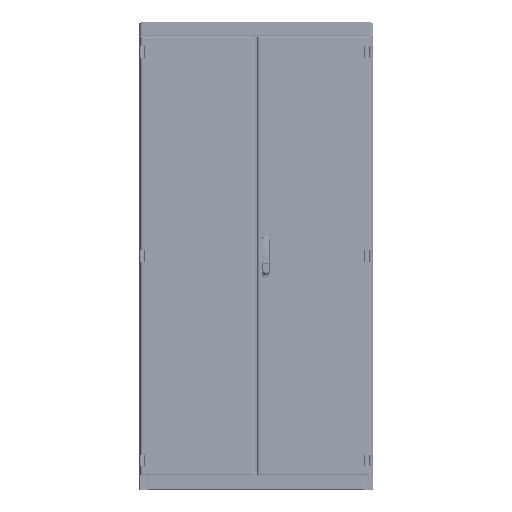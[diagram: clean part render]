
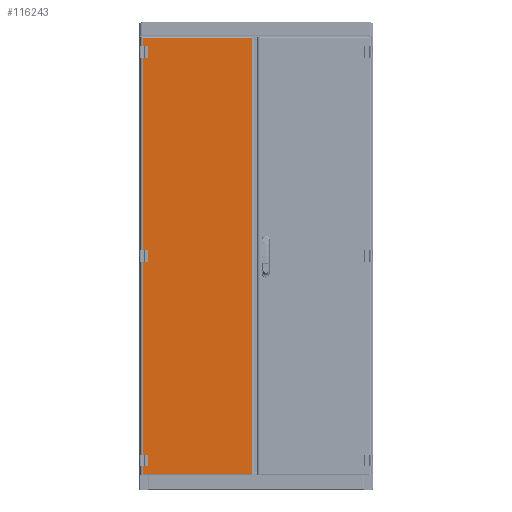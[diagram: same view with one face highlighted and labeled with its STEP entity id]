
A CAD part, top view. The second image highlights one B-rep face of the part: STEP entity #116243.
In plain terms, the highlighted planar face has unit normal (0, 0, 1).
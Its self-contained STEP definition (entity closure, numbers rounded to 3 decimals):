
#116243=ADVANCED_FACE('',(#207790),#207791,.T.);
#116975=VERTEX_POINT('',#208524);
#116979=VERTEX_POINT('',#208528);
#116981=EDGE_CURVE('',#116979,#116975,#208530,.T.);
#116985=VERTEX_POINT('',#208534);
#116987=VERTEX_POINT('',#208536);
#116997=EDGE_CURVE('',#116987,#116979,#208546,.T.);
#116999=EDGE_CURVE('',#116975,#116985,#208548,.T.);
#117321=VERTEX_POINT('',#208870);
#117325=VERTEX_POINT('',#208874);
#117327=EDGE_CURVE('',#117325,#117321,#208876,.T.);
#117331=VERTEX_POINT('',#208880);
#117333=VERTEX_POINT('',#208882);
#117343=EDGE_CURVE('',#117333,#117325,#208892,.T.);
#117345=EDGE_CURVE('',#117321,#117331,#208894,.T.);
#117667=VERTEX_POINT('',#209216);
#117671=VERTEX_POINT('',#209220);
#117673=EDGE_CURVE('',#117671,#117667,#209222,.T.);
#117677=VERTEX_POINT('',#209226);
#117679=VERTEX_POINT('',#209228);
#117689=EDGE_CURVE('',#117679,#117671,#209238,.T.);
#117691=EDGE_CURVE('',#117667,#117677,#209240,.T.);
#118169=VERTEX_POINT('',#209718);
#118175=VERTEX_POINT('',#209724);
#118209=EDGE_CURVE('',#118169,#118175,#209758,.T.);
#118227=VERTEX_POINT('',#209776);
#118241=VERTEX_POINT('',#209790);
#118337=EDGE_CURVE('',#118227,#117677,#209886,.T.);
#118339=EDGE_CURVE('',#117679,#117331,#209888,.T.);
#118341=EDGE_CURVE('',#117333,#116985,#209890,.T.);
#118343=EDGE_CURVE('',#116987,#118241,#209892,.T.);
#118733=EDGE_CURVE('',#118241,#118175,#210282,.T.);
#118769=EDGE_CURVE('',#118227,#118169,#210318,.T.);
#207790=FACE_OUTER_BOUND('',#385379,.T.);
#207791=PLANE('',#385380);
#208524=CARTESIAN_POINT('',(36.0,1850.0,1034.05));
#208528=CARTESIAN_POINT('',(36.0,1900.0,1034.05));
#208530=LINE('',#386440,#386441);
#208534=CARTESIAN_POINT('',(15.,1850.0,1034.05));
#208536=CARTESIAN_POINT('',(15.,1900.0,1034.05));
#208546=LINE('',#386468,#386469);
#208548=LINE('',#386472,#386473);
#208870=CARTESIAN_POINT('',(36.0,975.0,1034.05));
#208874=CARTESIAN_POINT('',(36.0,1025.0,1034.05));
#208876=LINE('',#386980,#386981);
#208880=CARTESIAN_POINT('',(15.,975.0,1034.05));
#208882=CARTESIAN_POINT('',(15.,1025.0,1034.05));
#208892=LINE('',#387008,#387009);
#208894=LINE('',#387012,#387013);
#209216=CARTESIAN_POINT('',(36.0,100.0,1034.05));
#209220=CARTESIAN_POINT('',(36.0,150.0,1034.05));
#209222=LINE('',#387520,#387521);
#209226=CARTESIAN_POINT('',(15.,100.0,1034.05));
#209228=CARTESIAN_POINT('',(15.,150.0,1034.05));
#209238=LINE('',#387548,#387549);
#209240=LINE('',#387552,#387553);
#209718=CARTESIAN_POINT('',(485.0,65.5,1034.05));
#209724=CARTESIAN_POINT('',(485.0,1934.5,1034.05));
#209758=LINE('',#388348,#388349);
#209776=CARTESIAN_POINT('',(15.0,65.5,1034.05));
#209790=CARTESIAN_POINT('',(15.0,1934.5,1034.05));
#209886=LINE('',#388545,#388546);
#209888=LINE('',#388549,#388550);
#209890=LINE('',#388553,#388554);
#209892=LINE('',#388557,#388558);
#210282=LINE('',#389147,#389148);
#210318=LINE('',#389216,#389217);
#385379=EDGE_LOOP('',(#496630,#496631,#496632,#496633,#496634,#496635,#496636,#496637,#496638,#496639,#496640,#496641,#496642,#496643,#496644,#496645));
#385380=AXIS2_PLACEMENT_3D('',#496646,#496647,#496648);
#386440=CARTESIAN_POINT('',(36.0,1450.0,1034.05));
#386441=VECTOR('',#497044,1.0);
#386468=CARTESIAN_POINT('',(24.835,1900.0,1034.05));
#386469=VECTOR('',#497050,1.0);
#386472=CARTESIAN_POINT('',(24.835,1850.0,1034.05));
#386473=VECTOR('',#497051,1.0);
#386980=CARTESIAN_POINT('',(36.0,1012.5,1034.05));
#386981=VECTOR('',#497191,1.0);
#387008=CARTESIAN_POINT('',(24.835,1025.0,1034.05));
#387009=VECTOR('',#497197,1.0);
#387012=CARTESIAN_POINT('',(24.835,975.0,1034.05));
#387013=VECTOR('',#497198,1.0);
#387520=CARTESIAN_POINT('',(36.0,575.0,1034.05));
#387521=VECTOR('',#497338,1.0);
#387548=CARTESIAN_POINT('',(24.835,150.0,1034.05));
#387549=VECTOR('',#497344,1.0);
#387552=CARTESIAN_POINT('',(24.835,100.0,1034.05));
#387553=VECTOR('',#497345,1.0);
#388348=CARTESIAN_POINT('',(485.0,1000.0,1034.05));
#388349=VECTOR('',#497594,1.0);
#388545=CARTESIAN_POINT('',(15.0,1000.0,1034.05));
#388546=VECTOR('',#497651,1.0);
#388549=CARTESIAN_POINT('',(15.0,1000.0,1034.05));
#388550=VECTOR('',#497652,1.0);
#388553=CARTESIAN_POINT('',(15.0,1000.0,1034.05));
#388554=VECTOR('',#497653,1.0);
#388557=CARTESIAN_POINT('',(15.0,1000.0,1034.05));
#388558=VECTOR('',#497654,1.0);
#389147=CARTESIAN_POINT('',(15.0,1934.5,1034.05));
#389148=VECTOR('',#497849,1.0);
#389216=CARTESIAN_POINT('',(15.0,65.5,1034.05));
#389217=VECTOR('',#497868,1.0);
#496630=ORIENTED_EDGE('',*,*,#116999,.T.);
#496631=ORIENTED_EDGE('',*,*,#118341,.F.);
#496632=ORIENTED_EDGE('',*,*,#117343,.T.);
#496633=ORIENTED_EDGE('',*,*,#117327,.T.);
#496634=ORIENTED_EDGE('',*,*,#117345,.T.);
#496635=ORIENTED_EDGE('',*,*,#118339,.F.);
#496636=ORIENTED_EDGE('',*,*,#117689,.T.);
#496637=ORIENTED_EDGE('',*,*,#117673,.T.);
#496638=ORIENTED_EDGE('',*,*,#117691,.T.);
#496639=ORIENTED_EDGE('',*,*,#118337,.F.);
#496640=ORIENTED_EDGE('',*,*,#118769,.T.);
#496641=ORIENTED_EDGE('',*,*,#118209,.T.);
#496642=ORIENTED_EDGE('',*,*,#118733,.F.);
#496643=ORIENTED_EDGE('',*,*,#118343,.F.);
#496644=ORIENTED_EDGE('',*,*,#116997,.T.);
#496645=ORIENTED_EDGE('',*,*,#116981,.T.);
#496646=CARTESIAN_POINT('',(36.01,1000.0,1034.05));
#496647=DIRECTION('',(0.0,0.0,1.0));
#496648=DIRECTION('',(0.0,-1.0,0.0));
#497044=DIRECTION('',(0.0,-1.0,0.0));
#497050=DIRECTION('',(1.0,0.0,0.0));
#497051=DIRECTION('',(-1.0,-0.0,0.0));
#497191=DIRECTION('',(0.0,-1.0,0.0));
#497197=DIRECTION('',(1.0,0.0,0.0));
#497198=DIRECTION('',(-1.0,-0.0,0.0));
#497338=DIRECTION('',(0.0,-1.0,0.0));
#497344=DIRECTION('',(1.0,0.0,0.0));
#497345=DIRECTION('',(-1.0,-0.0,0.0));
#497594=DIRECTION('',(0.0,1.0,0.0));
#497651=DIRECTION('',(0.0,1.0,0.0));
#497652=DIRECTION('',(0.0,1.0,0.0));
#497653=DIRECTION('',(0.0,1.0,0.0));
#497654=DIRECTION('',(0.0,1.0,0.0));
#497849=DIRECTION('',(1.0,0.0,0.0));
#497868=DIRECTION('',(1.0,0.0,0.0));
